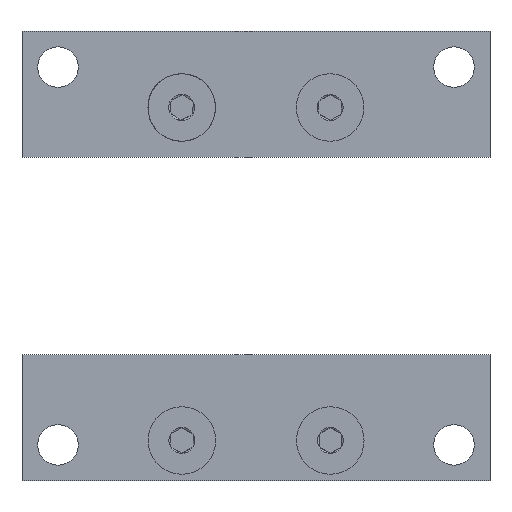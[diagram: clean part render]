
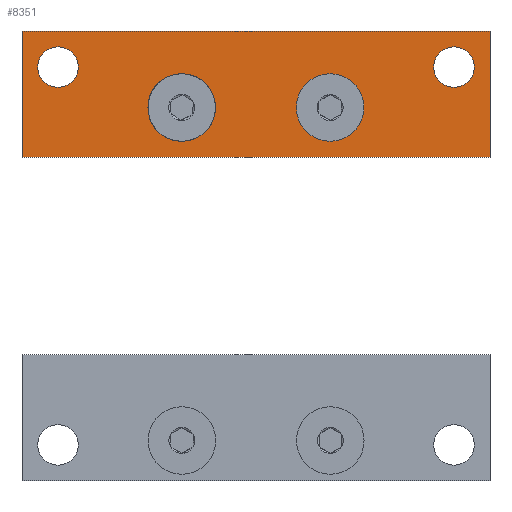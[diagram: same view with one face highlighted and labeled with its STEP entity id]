
A CAD part, front view. The second image highlights one B-rep face of the part: STEP entity #8351.
In plain terms, the highlighted planar face has unit normal (0, -1, 0).
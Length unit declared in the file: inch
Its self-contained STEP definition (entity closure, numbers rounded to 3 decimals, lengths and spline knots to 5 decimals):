
#116 = EDGE_CURVE ( 'NONE', #4620, #10476, #10528, .T. ) ;
#244 = CARTESIAN_POINT ( 'NONE',  ( -2.75, 0., 0.656 ) ) ;
#381 = FACE_OUTER_BOUND ( 'NONE', #2105, .T. ) ;
#383 = VERTEX_POINT ( 'NONE', #7194 ) ;
#418 = CIRCLE ( 'NONE', #11053, 0.469 ) ;
#509 = CARTESIAN_POINT ( 'NONE',  ( -2.75, 0., 0.375 ) ) ;
#547 = ORIENTED_EDGE ( 'NONE', *, *, #8112, .F. ) ;
#975 = CIRCLE ( 'NONE', #12187, 0.281 ) ;
#1396 = PLANE ( 'NONE',  #12955 ) ;
#1734 = EDGE_LOOP ( 'NONE', ( #1905, #6876 ) ) ;
#1742 = FACE_BOUND ( 'NONE', #5020, .T. ) ;
#1905 = ORIENTED_EDGE ( 'NONE', *, *, #12115, .F. ) ;
#2105 = EDGE_LOOP ( 'NONE', ( #14411, #15366, #9052, #12231 ) ) ;
#2125 = ORIENTED_EDGE ( 'NONE', *, *, #14561, .F. ) ;
#2319 = VERTEX_POINT ( 'NONE', #9843 ) ;
#2386 = DIRECTION ( 'NONE',  ( 0., 0., -1. ) ) ;
#3092 = CARTESIAN_POINT ( 'NONE',  ( 2.75, 0., 0.375 ) ) ;
#3198 = CARTESIAN_POINT ( 'NONE',  ( -3.25, 0., 0.875 ) ) ;
#3237 = EDGE_CURVE ( 'NONE', #5722, #4620, #15161, .T. ) ;
#3461 = CARTESIAN_POINT ( 'NONE',  ( 3.25, 0., 0.875 ) ) ;
#3519 = CARTESIAN_POINT ( 'NONE',  ( 1.03, 0., -0.656 ) ) ;
#3554 = LINE ( 'NONE', #11374, #15210 ) ;
#3597 = VERTEX_POINT ( 'NONE', #8478 ) ;
#4112 = CARTESIAN_POINT ( 'NONE',  ( 3.25, 0., -0.875 ) ) ;
#4301 = DIRECTION ( 'NONE',  ( 0., 1., 0. ) ) ;
#4512 = VERTEX_POINT ( 'NONE', #244 ) ;
#4620 = VERTEX_POINT ( 'NONE', #7075 ) ;
#4663 = CARTESIAN_POINT ( 'NONE',  ( 1.03, 0., -0.187 ) ) ;
#4799 = CARTESIAN_POINT ( 'NONE',  ( -3.25, 0., -0.875 ) ) ;
#4820 = EDGE_CURVE ( 'NONE', #15280, #2319, #975, .T. ) ;
#4935 = DIRECTION ( 'NONE',  ( 0., 1., 0. ) ) ;
#5020 = EDGE_LOOP ( 'NONE', ( #10846, #14009 ) ) ;
#5294 = EDGE_CURVE ( 'NONE', #2319, #15280, #16828, .T. ) ;
#5419 = DIRECTION ( 'NONE',  ( 0., -1., 0. ) ) ;
#5465 = AXIS2_PLACEMENT_3D ( 'NONE', #4663, #7083, #16490 ) ;
#5509 = CARTESIAN_POINT ( 'NONE',  ( -1.032, 0., -0.656 ) ) ;
#5553 = ORIENTED_EDGE ( 'NONE', *, *, #4820, .T. ) ;
#5635 = EDGE_LOOP ( 'NONE', ( #11582, #5553 ) ) ;
#5699 = EDGE_CURVE ( 'NONE', #383, #4512, #13539, .T. ) ;
#5722 = VERTEX_POINT ( 'NONE', #10322 ) ;
#5736 = VERTEX_POINT ( 'NONE', #3461 ) ;
#5746 = DIRECTION ( 'NONE',  ( 0., 0., -1. ) ) ;
#5884 = DIRECTION ( 'NONE',  ( 0., 0., -1. ) ) ;
#6155 = DIRECTION ( 'NONE',  ( 0., 0., -1. ) ) ;
#6327 = CARTESIAN_POINT ( 'NONE',  ( 3.25, 0., 0.875 ) ) ;
#6425 = DIRECTION ( 'NONE',  ( 0., 0., 1. ) ) ;
#6697 = FACE_BOUND ( 'NONE', #5635, .T. ) ;
#6737 = AXIS2_PLACEMENT_3D ( 'NONE', #7851, #4935, #12820 ) ;
#6876 = ORIENTED_EDGE ( 'NONE', *, *, #9795, .F. ) ;
#7021 = CIRCLE ( 'NONE', #6737, 0.281 ) ;
#7075 = CARTESIAN_POINT ( 'NONE',  ( -3.25, 0., -0.875 ) ) ;
#7083 = DIRECTION ( 'NONE',  ( 0., -1., 0. ) ) ;
#7092 = EDGE_CURVE ( 'NONE', #5736, #5722, #15388, .T. ) ;
#7194 = CARTESIAN_POINT ( 'NONE',  ( -2.75, 0., 0.094 ) ) ;
#7238 = VECTOR ( 'NONE', #2386, 39.37008 ) ;
#7337 = DIRECTION ( 'NONE',  ( 0., 1., 0. ) ) ;
#7851 = CARTESIAN_POINT ( 'NONE',  ( -2.75, 0., 0.375 ) ) ;
#8112 = EDGE_CURVE ( 'NONE', #15126, #3597, #418, .T. ) ;
#8256 = FACE_BOUND ( 'NONE', #1734, .T. ) ;
#8351 = ADVANCED_FACE ( 'NONE', ( #8256, #14480, #6697, #1742, #381 ), #1396, .T. ) ;
#8476 = DIRECTION ( 'NONE',  ( 0., -1., 0. ) ) ;
#8478 = CARTESIAN_POINT ( 'NONE',  ( 1.03, 0., 0.282 ) ) ;
#8514 = DIRECTION ( 'NONE',  ( 0., -1., 0. ) ) ;
#8617 = CARTESIAN_POINT ( 'NONE',  ( -1.032, 0., 0.282 ) ) ;
#8715 = DIRECTION ( 'NONE',  ( 0., -1., 0. ) ) ;
#8746 = CIRCLE ( 'NONE', #5465, 0.469 ) ;
#8797 = DIRECTION ( 'NONE',  ( 1., 0., 0. ) ) ;
#9052 = ORIENTED_EDGE ( 'NONE', *, *, #116, .F. ) ;
#9354 = CARTESIAN_POINT ( 'NONE',  ( 2.75, 0., 0.094 ) ) ;
#9461 = AXIS2_PLACEMENT_3D ( 'NONE', #16195, #10804, #9770 ) ;
#9538 = DIRECTION ( 'NONE',  ( 0., 0., -1. ) ) ;
#9770 = DIRECTION ( 'NONE',  ( 0., 0., -1. ) ) ;
#9795 = EDGE_CURVE ( 'NONE', #14446, #15359, #12505, .T. ) ;
#9831 = CARTESIAN_POINT ( 'NONE',  ( -1.032, 0., -0.187 ) ) ;
#9843 = CARTESIAN_POINT ( 'NONE',  ( 2.75, 0., 0.656 ) ) ;
#9924 = AXIS2_PLACEMENT_3D ( 'NONE', #509, #7337, #5884 ) ;
#9930 = CARTESIAN_POINT ( 'NONE',  ( -1.032, 0., -0.187 ) ) ;
#10200 = DIRECTION ( 'NONE',  ( -1., 0., 0. ) ) ;
#10322 = CARTESIAN_POINT ( 'NONE',  ( 3.25, 0., -0.875 ) ) ;
#10476 = VERTEX_POINT ( 'NONE', #3198 ) ;
#10528 = LINE ( 'NONE', #13181, #13864 ) ;
#10804 = DIRECTION ( 'NONE',  ( 0., 1., 0. ) ) ;
#10814 = DIRECTION ( 'NONE',  ( 0., 0., -1. ) ) ;
#10846 = ORIENTED_EDGE ( 'NONE', *, *, #12222, .T. ) ;
#10854 = AXIS2_PLACEMENT_3D ( 'NONE', #9831, #8715, #6155 ) ;
#11005 = DIRECTION ( 'NONE',  ( 0., 0., -1. ) ) ;
#11053 = AXIS2_PLACEMENT_3D ( 'NONE', #12698, #8514, #11005 ) ;
#11374 = CARTESIAN_POINT ( 'NONE',  ( -3.25, 0., 0.875 ) ) ;
#11582 = ORIENTED_EDGE ( 'NONE', *, *, #5294, .T. ) ;
#12091 = EDGE_CURVE ( 'NONE', #10476, #5736, #3554, .T. ) ;
#12115 = EDGE_CURVE ( 'NONE', #15359, #14446, #13840, .T. ) ;
#12187 = AXIS2_PLACEMENT_3D ( 'NONE', #3092, #4301, #9538 ) ;
#12222 = EDGE_CURVE ( 'NONE', #4512, #383, #7021, .T. ) ;
#12228 = EDGE_LOOP ( 'NONE', ( #547, #2125 ) ) ;
#12231 = ORIENTED_EDGE ( 'NONE', *, *, #3237, .F. ) ;
#12505 = CIRCLE ( 'NONE', #13321, 0.469 ) ;
#12698 = CARTESIAN_POINT ( 'NONE',  ( 1.03, 0., -0.187 ) ) ;
#12820 = DIRECTION ( 'NONE',  ( 0., 0., -1. ) ) ;
#12955 = AXIS2_PLACEMENT_3D ( 'NONE', #4112, #5419, #10814 ) ;
#13181 = CARTESIAN_POINT ( 'NONE',  ( -3.25, 0., 0.875 ) ) ;
#13321 = AXIS2_PLACEMENT_3D ( 'NONE', #9930, #8476, #5746 ) ;
#13539 = CIRCLE ( 'NONE', #9924, 0.281 ) ;
#13840 = CIRCLE ( 'NONE', #10854, 0.469 ) ;
#13864 = VECTOR ( 'NONE', #6425, 39.37008 ) ;
#14009 = ORIENTED_EDGE ( 'NONE', *, *, #5699, .T. ) ;
#14411 = ORIENTED_EDGE ( 'NONE', *, *, #7092, .F. ) ;
#14446 = VERTEX_POINT ( 'NONE', #8617 ) ;
#14480 = FACE_BOUND ( 'NONE', #12228, .T. ) ;
#14549 = VECTOR ( 'NONE', #10200, 39.37008 ) ;
#14561 = EDGE_CURVE ( 'NONE', #3597, #15126, #8746, .T. ) ;
#15126 = VERTEX_POINT ( 'NONE', #3519 ) ;
#15161 = LINE ( 'NONE', #4799, #14549 ) ;
#15210 = VECTOR ( 'NONE', #8797, 39.37008 ) ;
#15280 = VERTEX_POINT ( 'NONE', #9354 ) ;
#15359 = VERTEX_POINT ( 'NONE', #5509 ) ;
#15366 = ORIENTED_EDGE ( 'NONE', *, *, #12091, .F. ) ;
#15388 = LINE ( 'NONE', #6327, #7238 ) ;
#16195 = CARTESIAN_POINT ( 'NONE',  ( 2.75, 0., 0.375 ) ) ;
#16490 = DIRECTION ( 'NONE',  ( 0., 0., -1. ) ) ;
#16828 = CIRCLE ( 'NONE', #9461, 0.281 ) ;
